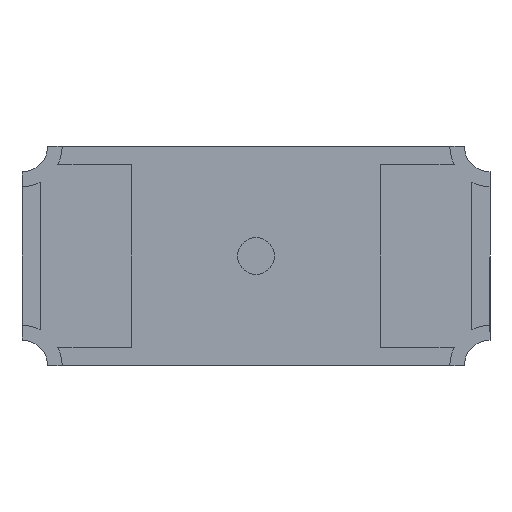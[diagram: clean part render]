
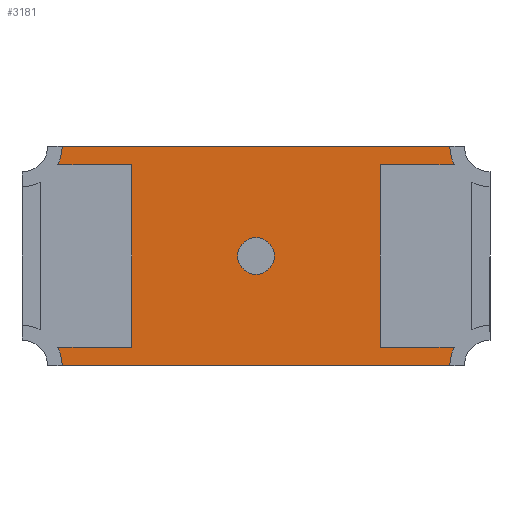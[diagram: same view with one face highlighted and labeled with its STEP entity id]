
A CAD part, front view. The second image highlights one B-rep face of the part: STEP entity #3181.
In plain terms, the highlighted planar face has unit normal (0, -1, 0).
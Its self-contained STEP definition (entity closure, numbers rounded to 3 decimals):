
#4 = AXIS2_PLACEMENT_3D ( 'NONE', #456, #431, #248 ) ;
#49 = ORIENTED_EDGE ( 'NONE', *, *, #2990, .T. ) ;
#102 = VERTEX_POINT ( 'NONE', #1002 ) ;
#123 = CARTESIAN_POINT ( 'NONE',  ( 1.6, 0., -0.75 ) ) ;
#134 = ORIENTED_EDGE ( 'NONE', *, *, #2296, .F. ) ;
#164 = CARTESIAN_POINT ( 'NONE',  ( 0.85, 0., 0. ) ) ;
#211 = CARTESIAN_POINT ( 'NONE',  ( -1.425, 0., 0.75 ) ) ;
#238 = LINE ( 'NONE', #3152, #3713 ) ;
#239 = EDGE_LOOP ( 'NONE', ( #1119, #2934 ) ) ;
#248 = DIRECTION ( 'NONE',  ( 0., 0., -1. ) ) ;
#289 = ORIENTED_EDGE ( 'NONE', *, *, #1087, .T. ) ;
#319 = AXIS2_PLACEMENT_3D ( 'NONE', #2667, #2652, #3246 ) ;
#326 = LINE ( 'NONE', #211, #3835 ) ;
#380 = VECTOR ( 'NONE', #2614, 1000. ) ;
#389 = CARTESIAN_POINT ( 'NONE',  ( -1.325, 0., -0.75 ) ) ;
#395 = CARTESIAN_POINT ( 'NONE',  ( -1.325, 0., 0.75 ) ) ;
#401 = VERTEX_POINT ( 'NONE', #395 ) ;
#431 = DIRECTION ( 'NONE',  ( 0., 1., 0. ) ) ;
#456 = CARTESIAN_POINT ( 'NONE',  ( 1.6, 0., 0.75 ) ) ;
#465 = VERTEX_POINT ( 'NONE', #1896 ) ;
#483 = VECTOR ( 'NONE', #1985, 1000. ) ;
#487 = EDGE_CURVE ( 'NONE', #102, #1888, #238, .T. ) ;
#502 = VERTEX_POINT ( 'NONE', #1459 ) ;
#507 = CARTESIAN_POINT ( 'NONE',  ( 0.85, 0., 0.625 ) ) ;
#555 = DIRECTION ( 'NONE',  ( -1., 0., 0. ) ) ;
#556 = CIRCLE ( 'NONE', #3311, 0.275 ) ;
#565 = CARTESIAN_POINT ( 'NONE',  ( 0., 0., -0.625 ) ) ;
#573 = LINE ( 'NONE', #3189, #483 ) ;
#593 = CARTESIAN_POINT ( 'NONE',  ( 0., 0., 0.125 ) ) ;
#627 = ORIENTED_EDGE ( 'NONE', *, *, #487, .F. ) ;
#630 = ORIENTED_EDGE ( 'NONE', *, *, #3416, .F. ) ;
#676 = CARTESIAN_POINT ( 'NONE',  ( 0., 0., 0. ) ) ;
#691 = DIRECTION ( 'NONE',  ( 0., -1., 0. ) ) ;
#705 = DIRECTION ( 'NONE',  ( -1., 0., 0. ) ) ;
#707 = CARTESIAN_POINT ( 'NONE',  ( -1.6, 0., -0.75 ) ) ;
#725 = LINE ( 'NONE', #164, #380 ) ;
#726 = CARTESIAN_POINT ( 'NONE',  ( -0.85, 0., 0. ) ) ;
#760 = VERTEX_POINT ( 'NONE', #593 ) ;
#780 = EDGE_CURVE ( 'NONE', #1795, #760, #3966, .T. ) ;
#799 = CARTESIAN_POINT ( 'NONE',  ( 0., 0., -0.125 ) ) ;
#809 = PLANE ( 'NONE',  #319 ) ;
#837 = ORIENTED_EDGE ( 'NONE', *, *, #3757, .F. ) ;
#853 = AXIS2_PLACEMENT_3D ( 'NONE', #2497, #3122, #1304 ) ;
#863 = VERTEX_POINT ( 'NONE', #507 ) ;
#1002 = CARTESIAN_POINT ( 'NONE',  ( 1.325, 0., -0.75 ) ) ;
#1087 = EDGE_CURVE ( 'NONE', #502, #2764, #3493, .T. ) ;
#1090 = EDGE_CURVE ( 'NONE', #1429, #2031, #573, .T. ) ;
#1119 = ORIENTED_EDGE ( 'NONE', *, *, #780, .F. ) ;
#1231 = ORIENTED_EDGE ( 'NONE', *, *, #2110, .F. ) ;
#1304 = DIRECTION ( 'NONE',  ( 0., 0., -1. ) ) ;
#1342 = DIRECTION ( 'NONE',  ( 0., 0., -1. ) ) ;
#1361 = CARTESIAN_POINT ( 'NONE',  ( 0.85, 0., -0.625 ) ) ;
#1371 = EDGE_CURVE ( 'NONE', #760, #1795, #2015, .T. ) ;
#1429 = VERTEX_POINT ( 'NONE', #1663 ) ;
#1431 = CIRCLE ( 'NONE', #2950, 0.275 ) ;
#1438 = VECTOR ( 'NONE', #1573, 1000. ) ;
#1456 = DIRECTION ( 'NONE',  ( 1., 0., 0. ) ) ;
#1459 = CARTESIAN_POINT ( 'NONE',  ( 1.355, 0., 0.625 ) ) ;
#1467 = VERTEX_POINT ( 'NONE', #1361 ) ;
#1500 = LINE ( 'NONE', #2680, #1541 ) ;
#1525 = AXIS2_PLACEMENT_3D ( 'NONE', #3237, #2631, #1732 ) ;
#1528 = LINE ( 'NONE', #3403, #1438 ) ;
#1541 = VECTOR ( 'NONE', #1456, 1000. ) ;
#1573 = DIRECTION ( 'NONE',  ( -1., 0., 0. ) ) ;
#1619 = VECTOR ( 'NONE', #1658, 1000. ) ;
#1658 = DIRECTION ( 'NONE',  ( 0., 0., -1. ) ) ;
#1663 = CARTESIAN_POINT ( 'NONE',  ( -1.355, 0., 0.625 ) ) ;
#1675 = AXIS2_PLACEMENT_3D ( 'NONE', #676, #3070, #2162 ) ;
#1679 = CARTESIAN_POINT ( 'NONE',  ( -0.85, 0., 0.625 ) ) ;
#1732 = DIRECTION ( 'NONE',  ( 0., 0., -1. ) ) ;
#1740 = DIRECTION ( 'NONE',  ( 1., 0., 0. ) ) ;
#1786 = ORIENTED_EDGE ( 'NONE', *, *, #3827, .T. ) ;
#1795 = VERTEX_POINT ( 'NONE', #799 ) ;
#1888 = VERTEX_POINT ( 'NONE', #389 ) ;
#1896 = CARTESIAN_POINT ( 'NONE',  ( -0.85, 0., -0.625 ) ) ;
#1985 = DIRECTION ( 'NONE',  ( 1., 0., 0. ) ) ;
#2010 = DIRECTION ( 'NONE',  ( 0., 1., 0. ) ) ;
#2015 = CIRCLE ( 'NONE', #1675, 0.125 ) ;
#2031 = VERTEX_POINT ( 'NONE', #1679 ) ;
#2110 = EDGE_CURVE ( 'NONE', #502, #863, #1528, .T. ) ;
#2162 = DIRECTION ( 'NONE',  ( 0., 0., -1. ) ) ;
#2261 = FACE_BOUND ( 'NONE', #239, .T. ) ;
#2296 = EDGE_CURVE ( 'NONE', #1888, #2811, #556, .T. ) ;
#2354 = ORIENTED_EDGE ( 'NONE', *, *, #3805, .F. ) ;
#2415 = LINE ( 'NONE', #726, #1619 ) ;
#2432 = EDGE_CURVE ( 'NONE', #2031, #465, #2415, .T. ) ;
#2497 = CARTESIAN_POINT ( 'NONE',  ( -1.6, 0., 0.75 ) ) ;
#2614 = DIRECTION ( 'NONE',  ( 0., 0., -1. ) ) ;
#2631 = DIRECTION ( 'NONE',  ( 0., -1., 0. ) ) ;
#2652 = DIRECTION ( 'NONE',  ( 0., 1., 0. ) ) ;
#2667 = CARTESIAN_POINT ( 'NONE',  ( 1.6, 0., -0.75 ) ) ;
#2680 = CARTESIAN_POINT ( 'NONE',  ( 0., 0., -0.625 ) ) ;
#2764 = VERTEX_POINT ( 'NONE', #3615 ) ;
#2811 = VERTEX_POINT ( 'NONE', #3023 ) ;
#2934 = ORIENTED_EDGE ( 'NONE', *, *, #1371, .F. ) ;
#2950 = AXIS2_PLACEMENT_3D ( 'NONE', #123, #2010, #3183 ) ;
#2990 = EDGE_CURVE ( 'NONE', #102, #3605, #1431, .T. ) ;
#3021 = VECTOR ( 'NONE', #555, 1000. ) ;
#3023 = CARTESIAN_POINT ( 'NONE',  ( -1.355, 0., -0.625 ) ) ;
#3070 = DIRECTION ( 'NONE',  ( 0., -1., 0. ) ) ;
#3122 = DIRECTION ( 'NONE',  ( 0., -1., 0. ) ) ;
#3152 = CARTESIAN_POINT ( 'NONE',  ( -1.425, 0., -0.75 ) ) ;
#3181 = ADVANCED_FACE ( 'NONE', ( #2261, #3795 ), #809, .F. ) ;
#3183 = DIRECTION ( 'NONE',  ( 0., 0., -1. ) ) ;
#3189 = CARTESIAN_POINT ( 'NONE',  ( 0., 0., 0.625 ) ) ;
#3237 = CARTESIAN_POINT ( 'NONE',  ( 0., 0., 0. ) ) ;
#3246 = DIRECTION ( 'NONE',  ( 0., 0., 1. ) ) ;
#3311 = AXIS2_PLACEMENT_3D ( 'NONE', #707, #691, #1342 ) ;
#3360 = EDGE_LOOP ( 'NONE', ( #837, #630, #3838, #3897, #3933, #134, #627, #49, #1786, #2354, #1231, #289 ) ) ;
#3403 = CARTESIAN_POINT ( 'NONE',  ( 0., 0., 0.625 ) ) ;
#3416 = EDGE_CURVE ( 'NONE', #1429, #401, #3788, .T. ) ;
#3438 = CARTESIAN_POINT ( 'NONE',  ( 1.355, 0., -0.625 ) ) ;
#3493 = CIRCLE ( 'NONE', #4, 0.275 ) ;
#3605 = VERTEX_POINT ( 'NONE', #3438 ) ;
#3615 = CARTESIAN_POINT ( 'NONE',  ( 1.325, 0., 0.75 ) ) ;
#3713 = VECTOR ( 'NONE', #705, 1000. ) ;
#3757 = EDGE_CURVE ( 'NONE', #401, #2764, #326, .T. ) ;
#3781 = LINE ( 'NONE', #565, #3021 ) ;
#3788 = CIRCLE ( 'NONE', #853, 0.275 ) ;
#3795 = FACE_OUTER_BOUND ( 'NONE', #3360, .T. ) ;
#3805 = EDGE_CURVE ( 'NONE', #863, #1467, #725, .T. ) ;
#3827 = EDGE_CURVE ( 'NONE', #3605, #1467, #3781, .T. ) ;
#3835 = VECTOR ( 'NONE', #1740, 1000. ) ;
#3838 = ORIENTED_EDGE ( 'NONE', *, *, #1090, .T. ) ;
#3897 = ORIENTED_EDGE ( 'NONE', *, *, #2432, .T. ) ;
#3933 = ORIENTED_EDGE ( 'NONE', *, *, #3959, .F. ) ;
#3959 = EDGE_CURVE ( 'NONE', #2811, #465, #1500, .T. ) ;
#3966 = CIRCLE ( 'NONE', #1525, 0.125 ) ;
